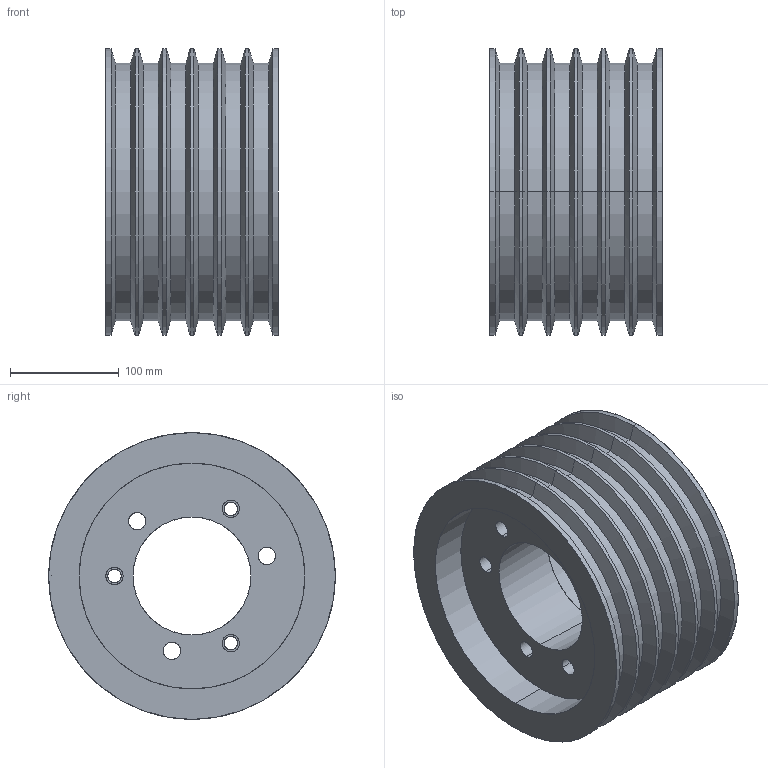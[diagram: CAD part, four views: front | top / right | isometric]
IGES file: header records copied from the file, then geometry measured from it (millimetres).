
Start section: SolidWorks IGES file using analytic representation for surfaces
Global section: file name: 6C6C1001014113517055.igs; native system: SolidWorks 2012; preprocessor: SolidWorks 2012; author: partstream; date: 111014.110353; units: inch
Bounding box: 158.75 x 264.16 x 264.16 mm (x, y, z)
Surface area: 407651 mm2 (no closed solid volume)
Topology: 0 solids, 0 shells, 119 faces, 1588 edges, 1588 vertices
Faces by surface type: revolution 74, bspline 45
